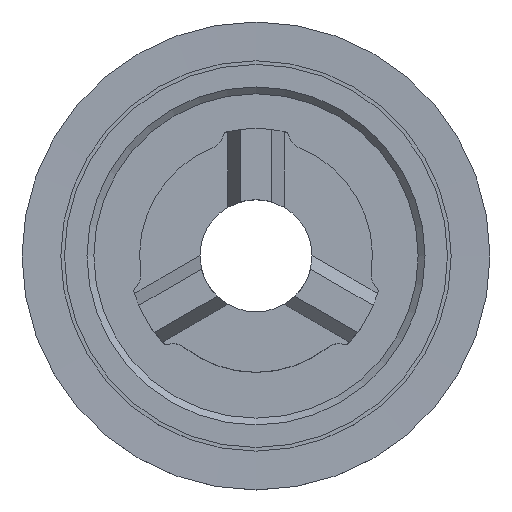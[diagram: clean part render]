
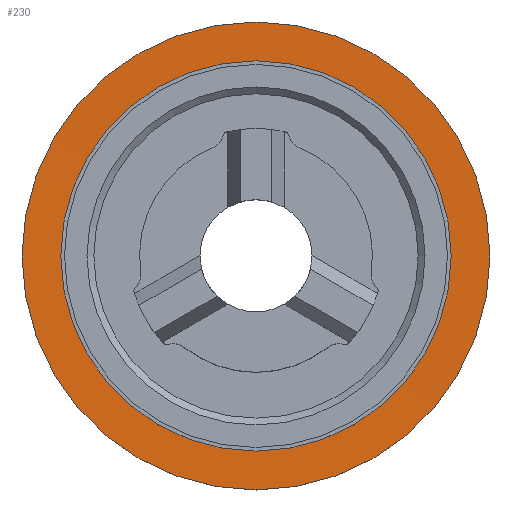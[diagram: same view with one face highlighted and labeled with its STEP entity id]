
A CAD part, top view. The second image highlights one B-rep face of the part: STEP entity #230.
In plain terms, the highlighted conical face has half-angle 89.1 degrees and reference radius 9.05 mm.
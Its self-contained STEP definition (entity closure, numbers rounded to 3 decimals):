
#70=CONICAL_SURFACE('',#959,9.05,89.1);
#230=ADVANCED_FACE('',(#277,#278),#70,.F.);
#277=FACE_BOUND('',#341,.T.);
#278=FACE_BOUND('',#342,.T.);
#341=EDGE_LOOP('',(#553));
#342=EDGE_LOOP('',(#554));
#553=ORIENTED_EDGE('',*,*,#739,.F.);
#554=ORIENTED_EDGE('',*,*,#738,.T.);
#632=VERTEX_POINT('',#1527);
#633=VERTEX_POINT('',#1530);
#738=EDGE_CURVE('',#632,#632,#802,.T.);
#739=EDGE_CURVE('',#633,#633,#803,.T.);
#802=CIRCLE('',#956,9.05);
#803=CIRCLE('',#958,10.85);
#956=AXIS2_PLACEMENT_3D('',#1526,#1206,#1207);
#958=AXIS2_PLACEMENT_3D('',#1529,#1210,#1211);
#959=AXIS2_PLACEMENT_3D('',#1531,#1212,#1213);
#1206=DIRECTION('',(0.,0.,-1.));
#1207=DIRECTION('',(-1.,0.,0.));
#1210=DIRECTION('',(0.,0.,-1.));
#1211=DIRECTION('',(-1.,0.,0.));
#1212=DIRECTION('',(0.,0.,1.));
#1213=DIRECTION('',(1.,0.,0.));
#1526=CARTESIAN_POINT('',(0.,0.,-4.888));
#1527=CARTESIAN_POINT('',(-9.05,0.,-4.888));
#1529=CARTESIAN_POINT('',(0.,0.,-4.86));
#1530=CARTESIAN_POINT('',(-10.85,0.,-4.86));
#1531=CARTESIAN_POINT('',(0.,0.,-4.888));
